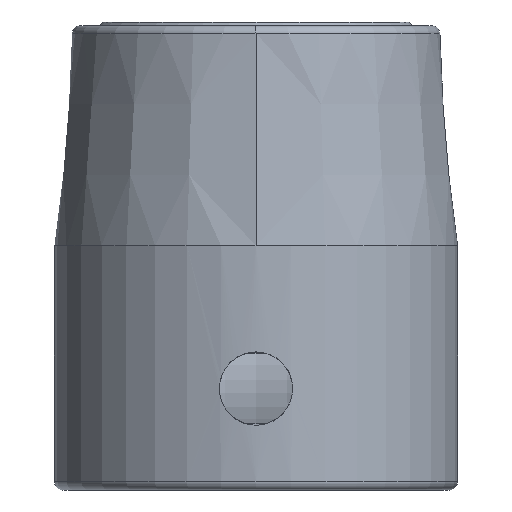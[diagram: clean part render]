
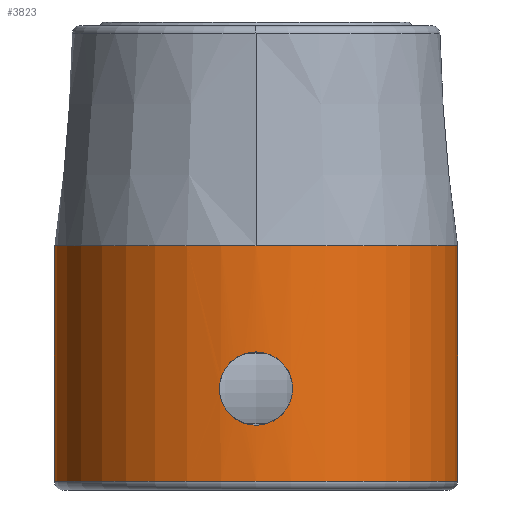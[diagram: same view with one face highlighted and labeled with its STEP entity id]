
A CAD part, left-side view. The second image highlights one B-rep face of the part: STEP entity #3823.
In plain terms, the highlighted cylindrical face has radius 16.5 mm (diameter 33 mm), a partial arc.
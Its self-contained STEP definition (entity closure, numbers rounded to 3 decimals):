
#3386=CARTESIAN_POINT('',(3.,-16.225,8.));
#3387=CARTESIAN_POINT('',(3.,-16.225,7.81));
#3388=CARTESIAN_POINT('',(2.966,-16.231,7.433));
#3389=CARTESIAN_POINT('',(2.79,-16.263,6.842));
#3390=CARTESIAN_POINT('',(2.508,-16.309,6.32));
#3391=CARTESIAN_POINT('',(2.137,-16.363,5.867));
#3392=CARTESIAN_POINT('',(1.687,-16.416,5.496));
#3393=CARTESIAN_POINT('',(1.165,-16.462,5.212));
#3394=CARTESIAN_POINT('',(0.563,-16.494,
5.033));
#3395=CARTESIAN_POINT('',(-0.012,-16.503,
4.982));
#3396=CARTESIAN_POINT('',(-0.6,-16.493,
5.039));
#3397=CARTESIAN_POINT('',(-1.197,-16.46,
5.226));
#3398=CARTESIAN_POINT('',(-1.713,-16.413,
5.515));
#3399=CARTESIAN_POINT('',(-2.153,-16.361,
5.885));
#3400=CARTESIAN_POINT('',(-2.518,-16.308,
6.336));
#3401=CARTESIAN_POINT('',(-2.794,-16.262,
6.854));
#3402=CARTESIAN_POINT('',(-2.967,-16.231,
7.44));
#3403=CARTESIAN_POINT('',(-3.,-16.225,7.813));
#3404=CARTESIAN_POINT('',(-3.,-16.225,8.));
#3409=CARTESIAN_POINT('',(-3.,-16.225,8.));
#3410=CARTESIAN_POINT('',(-3.,-16.225,8.185));
#3411=CARTESIAN_POINT('',(-2.968,-16.231,
8.553));
#3412=CARTESIAN_POINT('',(-2.8,-16.261,
9.132));
#3413=CARTESIAN_POINT('',(-2.53,-16.306,
9.646));
#3414=CARTESIAN_POINT('',(-2.172,-16.358,
10.094));
#3415=CARTESIAN_POINT('',(-1.749,-16.409,
10.459));
#3416=CARTESIAN_POINT('',(-1.231,-16.457,
10.76));
#3417=CARTESIAN_POINT('',(-0.611,-16.493,
10.961));
#3418=CARTESIAN_POINT('',(0.021,-16.504,
11.022));
#3419=CARTESIAN_POINT('',(0.656,-16.491,
10.951));
#3420=CARTESIAN_POINT('',(1.268,-16.454,10.742));
#3421=CARTESIAN_POINT('',(1.774,-16.406,10.441));
#3422=CARTESIAN_POINT('',(2.189,-16.356,10.077));
#3423=CARTESIAN_POINT('',(2.539,-16.304,9.631));
#3424=CARTESIAN_POINT('',(2.804,-16.26,9.12));
#3425=CARTESIAN_POINT('',(2.968,-16.231,8.547));
#3426=CARTESIAN_POINT('',(3.,-16.225,8.183));
#3427=CARTESIAN_POINT('',(3.,-16.225,8.));
#3432=CARTESIAN_POINT('',(0.,0.,0.4));
#3433=DIRECTION('',(0.,0.,-1.));
#3434=DIRECTION('',(1.,0.,0.));
#3435=AXIS2_PLACEMENT_3D('',#3432,#3433,#3434);
#3440=DIRECTION('',(0.,0.,1.));
#3441=VECTOR('',#3440,19.3);
#3442=CARTESIAN_POINT('',(-16.5,0.,0.4));
#3443=LINE('',#3442,#3441);
#3447=CARTESIAN_POINT('',(0.,0.,19.7));
#3448=DIRECTION('',(0.,0.,1.));
#3449=DIRECTION('',(-1.,0.,0.));
#3450=AXIS2_PLACEMENT_3D('',#3447,#3448,#3449);
#3455=CARTESIAN_POINT('',(0.,0.,19.7));
#3456=DIRECTION('',(0.,0.,1.));
#3457=DIRECTION('',(0.,-1.,0.));
#3458=AXIS2_PLACEMENT_3D('',#3455,#3456,#3457);
#3487=DIRECTION('',(0.,0.,1.));
#3488=VECTOR('',#3487,19.3);
#3489=CARTESIAN_POINT('',(16.5,0.,0.4));
#3490=LINE('',#3489,#3488);
#3612=CARTESIAN_POINT('',(3.,-16.225,8.));
#3613=VERTEX_POINT('',#3612);
#3614=CARTESIAN_POINT('',(-3.,-16.225,8.));
#3615=VERTEX_POINT('',#3614);
#3628=CARTESIAN_POINT('',(-16.5,0.,0.4));
#3629=CARTESIAN_POINT('',(16.5,0.,0.4));
#3630=VERTEX_POINT('',#3628);
#3631=VERTEX_POINT('',#3629);
#3636=CARTESIAN_POINT('',(16.5,0.,19.7));
#3638=VERTEX_POINT('',#3636);
#3640=CARTESIAN_POINT('',(-16.5,0.,19.7));
#3641=VERTEX_POINT('',#3640);
#3642=CARTESIAN_POINT('',(0.,-16.5,19.7));
#3643=VERTEX_POINT('',#3642);
#3802=CARTESIAN_POINT('',(0.,0.,-0.3));
#3803=DIRECTION('',(0.,0.,1.));
#3804=DIRECTION('',(1.,0.,0.));
#3805=AXIS2_PLACEMENT_3D('',#3802,#3803,#3804);
#3806=CYLINDRICAL_SURFACE('',#3805,16.5);
#3808=ORIENTED_EDGE('',*,*,#3807,.F.);
#3810=ORIENTED_EDGE('',*,*,#3809,.T.);
#3812=ORIENTED_EDGE('',*,*,#3811,.T.);
#3814=ORIENTED_EDGE('',*,*,#3813,.T.);
#3816=ORIENTED_EDGE('',*,*,#3815,.T.);
#3817=EDGE_LOOP('',(#3808,#3810,#3812,#3814,#3816));
#3818=FACE_OUTER_BOUND('',#3817,.F.);
#3819=ORIENTED_EDGE('',*,*,#3778,.F.);
#3820=ORIENTED_EDGE('',*,*,#3796,.F.);
#3821=EDGE_LOOP('',(#3819,#3820));
#3822=FACE_BOUND('',#3821,.F.);
#3823=ADVANCED_FACE('',(#3818,#3822),#3806,.T.);
#3405=B_SPLINE_CURVE_WITH_KNOTS('',3,(#3386,#3387,#3388,#3389,#3390,#3391,#3392,
#3393,#3394,#3395,#3396,#3397,#3398,#3399,#3400,#3401,#3402,#3403,#3404),
.UNSPECIFIED.,.F.,.F.,(4,1,1,1,1,1,1,1,1,1,1,1,1,1,1,1,4),(0.,0.063,0.125,
0.188,0.25,0.313,0.375,0.438,0.5,0.563,0.625,0.688,
0.75,0.813,0.875,0.938,1.),.UNSPECIFIED.);
#3428=B_SPLINE_CURVE_WITH_KNOTS('',3,(#3409,#3410,#3411,#3412,#3413,#3414,#3415,
#3416,#3417,#3418,#3419,#3420,#3421,#3422,#3423,#3424,#3425,#3426,#3427),
.UNSPECIFIED.,.F.,.F.,(4,1,1,1,1,1,1,1,1,1,1,1,1,1,1,1,4),(0.,0.063,0.125,
0.188,0.25,0.313,0.375,0.438,0.5,0.563,0.625,0.688,
0.75,0.813,0.875,0.938,1.),.UNSPECIFIED.);
#3436=CIRCLE('',#3435,16.5);
#3451=CIRCLE('',#3450,16.5);
#3459=CIRCLE('',#3458,16.5);
#3778=EDGE_CURVE('',#3613,#3615,#3405,.T.);
#3796=EDGE_CURVE('',#3615,#3613,#3428,.T.);
#3807=EDGE_CURVE('',#3631,#3638,#3490,.T.);
#3809=EDGE_CURVE('',#3631,#3630,#3436,.T.);
#3811=EDGE_CURVE('',#3630,#3641,#3443,.T.);
#3813=EDGE_CURVE('',#3641,#3643,#3451,.T.);
#3815=EDGE_CURVE('',#3643,#3638,#3459,.T.);
